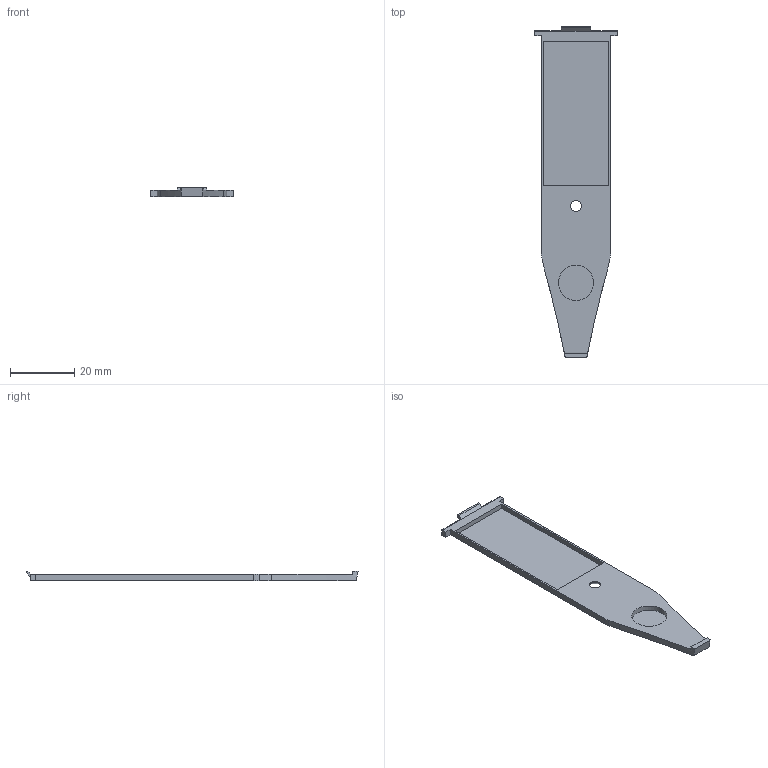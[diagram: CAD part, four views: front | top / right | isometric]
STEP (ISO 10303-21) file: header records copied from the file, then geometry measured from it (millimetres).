
FILE_DESCRIPTION(('FreeCAD Model'),'2;1');
FILE_NAME('Open CASCADE Shape Model','2024-09-04T10:23:28',(''),(''), 'Open CASCADE STEP processor 7.6','FreeCAD','Unknown');
FILE_SCHEMA(('AUTOMOTIVE_DESIGN { 1 0 10303 214 1 1 1 1 }'));
Length unit declared in the file: millimetre
Products named in the file (1): Pocket053032746
Bounding box: 25.82 x 103.7 x 3 mm (x, y, z)
Volume: 2287.6 mm3; surface area: 4731.1 mm2
Topology: 1 solids, 1 shells, 35 faces, 92 edges, 61 vertices
Faces by surface type: plane 28, cylinder 6, cone 1
Full cylindrical faces by diameter (mm): 3.4 x1, 11 x1
Entity records: 2280 total; most frequent: CARTESIAN_POINT 505, DIRECTION 296, ORIENTED_EDGE 184, PCURVE 184, DEFINITIONAL_REPRESENTATION 184, LINE 177, VECTOR 177, EDGE_CURVE 92
